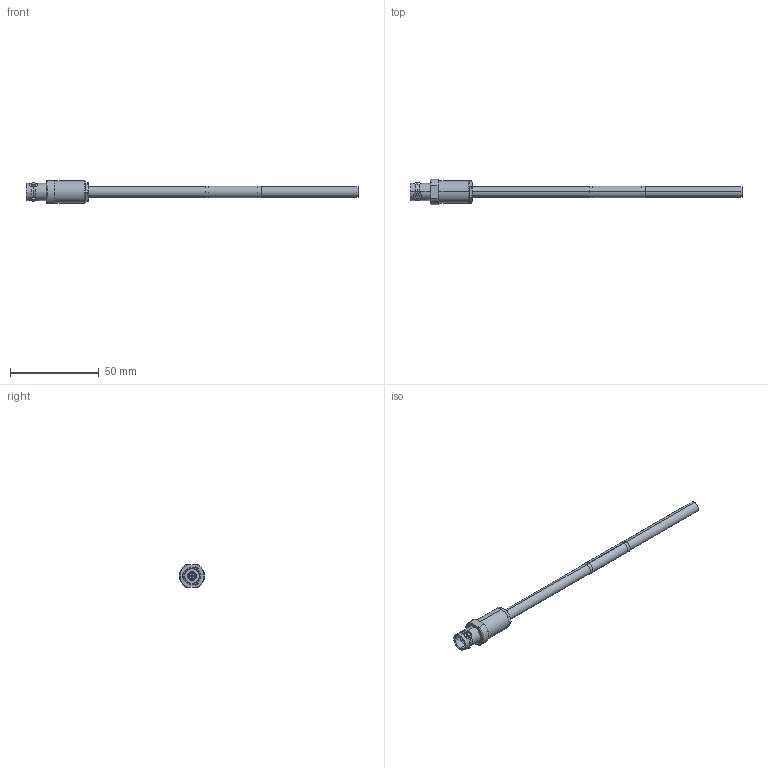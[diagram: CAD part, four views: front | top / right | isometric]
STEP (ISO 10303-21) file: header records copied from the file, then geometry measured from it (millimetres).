
FILE_DESCRIPTION (( 'STEP AP214' ), '1' );
FILE_NAME ('FM3MSA00586_3D.step', '2023-08-21T22:25:00', ( '' ), ( '' ), 'SwSTEP 2.0', 'SolidWorks 2022', '' );
FILE_SCHEMA (( 'AUTOMOTIVE_DESIGN' ));
Length unit declared in the file: inch
Products named in the file (7): Copy of 1AW01-003^FM3MSA00586_.25" x .75" long; Copy of TWCH-78-2^FM3MSA00586; Copy of 10-06575-XXX^FM3MSA00586; Copy of 10-06575-XXX-MA1^Copy of 10-06575-XXX_FM3MSA00586; Copy of 10-06575-XXX-MA3^Copy of 10-06575-XXX_FM3MSA00586; Copy of 10-06575-XXX-MA2^Copy of 10-06575-XXX_FM3MSA00586; FM3MSA00586_3D
Assembly tree (6 placements, depth 3):
  FM3MSA00586_3D
    Copy of TWCH-78-2^FM3MSA00586
    Copy of 10-06575-XXX^FM3MSA00586
      Copy of 10-06575-XXX-MA1^Copy of 10-06575-XXX_FM3MSA00586
      Copy of 10-06575-XXX-MA2^Copy of 10-06575-XXX_FM3MSA00586
      Copy of 10-06575-XXX-MA3^Copy of 10-06575-XXX_FM3MSA00586
    Copy of 1AW01-003^FM3MSA00586_.25" x .75" long
Bounding box: 187.58 x 14.45 x 12.7 mm (x, y, z)
Volume: 7784.4 mm3; surface area: 7661.2 mm2
Topology: 5 solids, 6 shells, 148 faces, 336 edges, 212 vertices
Faces by surface type: cylinder 53, plane 45, cone 42, torus 8
Entity records: 5048 total; most frequent: CARTESIAN_POINT 1238, DIRECTION 722, ORIENTED_EDGE 668, EDGE_CURVE 334, AXIS2_PLACEMENT_3D 306, VERTEX_POINT 212, EDGE_LOOP 166, ADVANCED_FACE 148
